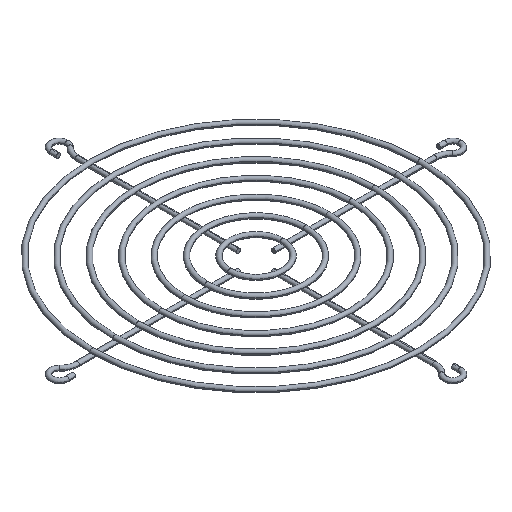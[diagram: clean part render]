
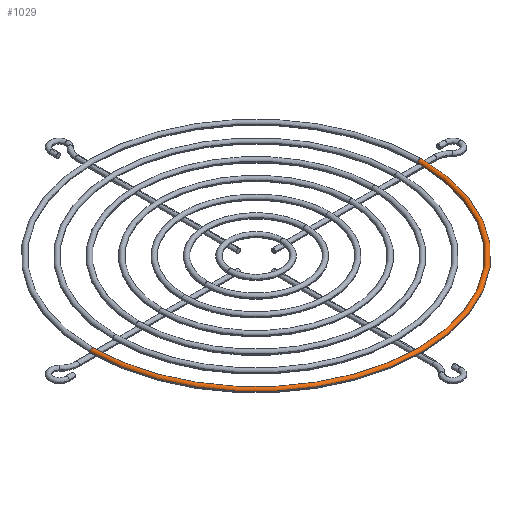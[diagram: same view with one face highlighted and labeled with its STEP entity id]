
A CAD part, isometric view. The second image highlights one B-rep face of the part: STEP entity #1029.
In plain terms, the highlighted toroidal (fillet/blend) face has major radius 75 mm and minor radius 1 mm.
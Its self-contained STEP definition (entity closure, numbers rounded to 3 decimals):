
#7 = CARTESIAN_POINT ( 'NONE',  ( 0., 0., 1.95 ) ) ;
#74 = CARTESIAN_POINT ( 'NONE',  ( 75., 0., 1.95 ) ) ;
#89 = AXIS2_PLACEMENT_3D ( 'NONE', #74, #747, #2156 ) ;
#99 = CARTESIAN_POINT ( 'NONE',  ( -74., 0., 1.95 ) ) ;
#187 = AXIS2_PLACEMENT_3D ( 'NONE', #7, #709, #2597 ) ;
#242 = CIRCLE ( 'NONE', #187, 74. ) ;
#391 = VERTEX_POINT ( 'NONE', #1679 ) ;
#449 = AXIS2_PLACEMENT_3D ( 'NONE', #2980, #821, #2265 ) ;
#558 = CARTESIAN_POINT ( 'NONE',  ( -75., 0., 1.95 ) ) ;
#570 = CARTESIAN_POINT ( 'NONE',  ( 0., 0., 1.95 ) ) ;
#580 = CARTESIAN_POINT ( 'NONE',  ( -76., 0., 1.95 ) ) ;
#709 = DIRECTION ( 'NONE',  ( 0., 0., -1. ) ) ;
#747 = DIRECTION ( 'NONE',  ( 0., 1., 0. ) ) ;
#821 = DIRECTION ( 'NONE',  ( 0., 0., -1. ) ) ;
#853 = CARTESIAN_POINT ( 'NONE',  ( 76., 0., 1.95 ) ) ;
#1029 = ADVANCED_FACE ( 'NONE', ( #2467 ), #2315, .T. ) ;
#1253 = ORIENTED_EDGE ( 'NONE', *, *, #1520, .T. ) ;
#1471 = CIRCLE ( 'NONE', #1910, 1. ) ;
#1512 = DIRECTION ( 'NONE',  ( 0., 0., -1. ) ) ;
#1520 = EDGE_CURVE ( 'NONE', #1853, #1813, #1471, .T. ) ;
#1523 = VERTEX_POINT ( 'NONE', #853 ) ;
#1638 = ORIENTED_EDGE ( 'NONE', *, *, #2979, .F. ) ;
#1679 = CARTESIAN_POINT ( 'NONE',  ( 74., 0., 1.95 ) ) ;
#1813 = VERTEX_POINT ( 'NONE', #580 ) ;
#1853 = VERTEX_POINT ( 'NONE', #99 ) ;
#1910 = AXIS2_PLACEMENT_3D ( 'NONE', #558, #2516, #2548 ) ;
#2045 = EDGE_CURVE ( 'NONE', #391, #1523, #2374, .T. ) ;
#2101 = ORIENTED_EDGE ( 'NONE', *, *, #2186, .T. ) ;
#2113 = AXIS2_PLACEMENT_3D ( 'NONE', #570, #1512, #2235 ) ;
#2156 = DIRECTION ( 'NONE',  ( -1., 0., 0. ) ) ;
#2186 = EDGE_CURVE ( 'NONE', #391, #1853, #242, .T. ) ;
#2235 = DIRECTION ( 'NONE',  ( -1., 0., 0. ) ) ;
#2265 = DIRECTION ( 'NONE',  ( -1., 0., 0. ) ) ;
#2315 = TOROIDAL_SURFACE ( 'NONE', #2113, 75., 1. ) ;
#2359 = EDGE_LOOP ( 'NONE', ( #1638, #2409, #2101, #1253 ) ) ;
#2374 = CIRCLE ( 'NONE', #89, 1. ) ;
#2409 = ORIENTED_EDGE ( 'NONE', *, *, #2045, .F. ) ;
#2437 = CIRCLE ( 'NONE', #449, 76. ) ;
#2467 = FACE_OUTER_BOUND ( 'NONE', #2359, .T. ) ;
#2516 = DIRECTION ( 'NONE',  ( 0., -1., 0. ) ) ;
#2548 = DIRECTION ( 'NONE',  ( 0., 0., -1. ) ) ;
#2597 = DIRECTION ( 'NONE',  ( -1., 0., 0. ) ) ;
#2979 = EDGE_CURVE ( 'NONE', #1523, #1813, #2437, .T. ) ;
#2980 = CARTESIAN_POINT ( 'NONE',  ( 0., 0., 1.95 ) ) ;
